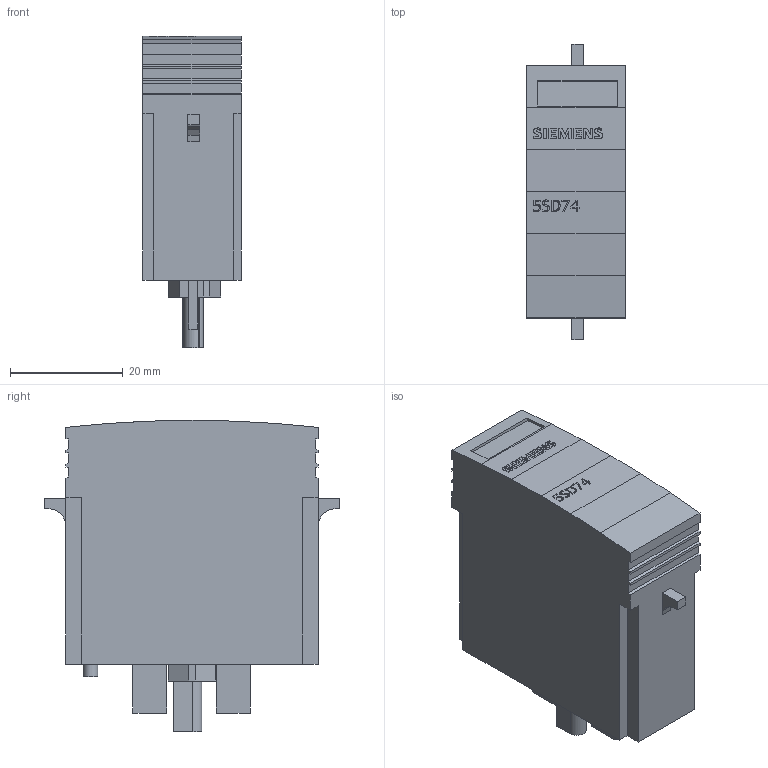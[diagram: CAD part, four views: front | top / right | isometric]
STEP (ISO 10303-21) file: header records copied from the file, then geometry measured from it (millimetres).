
FILE_DESCRIPTION(/* description */ (''),/* implementation_level */ '2;1');
FILE_NAME(/* name */ '5SD7488-2_v.stp',/* time_stamp */ '2023-03-15T15:28:02+01:00',/* author */ ('"(c) Siemens AG Smart Infrastructure"'),/* organization */ ('"(c) Siemens AG - Smart Infrastructure - EP"'),/* preprocessor_version */ 'ST-DEVELOPER v18.101',/* originating_system */ 'SIEMENS PLM Software NX 2008',/* authorisation */ '"Transmittal reproduction, dissemination and/or editing of this document as well as utilization of its contents and communication thereof to others without express authorization is prohibited. Offenders will be held liable for payment of damages. All rights created by patent grant or registration of a utility model or design patent are reserved."');
FILE_SCHEMA (('AUTOMOTIVE_DESIGN { 1 0 10303 214 3 1 1 1 }'));
Length unit declared in the file: millimetre
Products named in the file (1): 5SD7488-2
Bounding box: 17.5 x 52.4 x 55.3 mm (x, y, z)
Volume: 33447.8 mm3; surface area: 7520.5 mm2
Topology: 1 solids, 1 shells, 216 faces, 591 edges, 401 vertices
Faces by surface type: plane 194, extrusion 18, cylinder 4
Full cylindrical faces by diameter (mm): 2.612 x1
Entity records: 9062 total; most frequent: CARTESIAN_POINT 2739, ORIENTED_EDGE 1150, DIRECTION 801, EDGE_CURVE 575, VERTEX_POINT 384, VECTOR 377, LINE 359, B_SPLINE_CURVE_WITH_KNOTS 240
